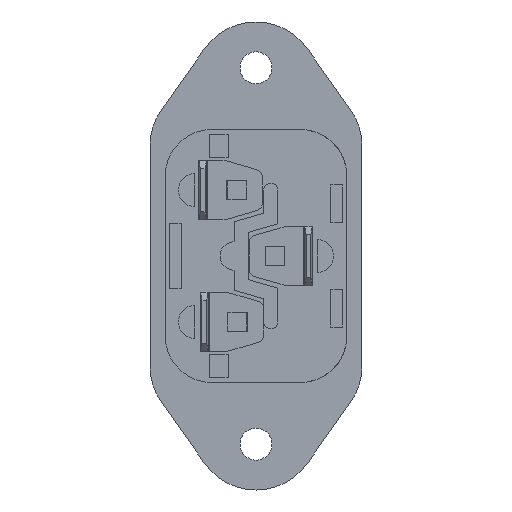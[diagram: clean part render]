
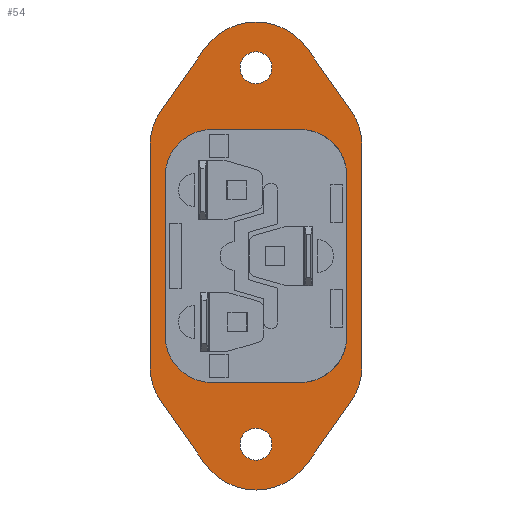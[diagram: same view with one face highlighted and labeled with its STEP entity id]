
A CAD part, front view. The second image highlights one B-rep face of the part: STEP entity #54.
In plain terms, the highlighted planar face has unit normal (0, -1, 0).
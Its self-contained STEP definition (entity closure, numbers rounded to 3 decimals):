
#54=ADVANCED_FACE('',(#409,#410,#411,#412),#413,.F.);
#409=FACE_OUTER_BOUND('',#1111,.T.);
#410=FACE_BOUND('',#1112,.T.);
#411=FACE_BOUND('',#1113,.T.);
#412=FACE_BOUND('',#1114,.T.);
#413=PLANE('',#1115);
#1111=EDGE_LOOP('',(#1899,#1900,#1901,#1902,#1903,#1904,#1905,#1906,#1907,#1908,#1909,#1910,#1911,#1912));
#1112=EDGE_LOOP('',(#1913,#1914,#1915,#1916,#1917,#1918,#1919,#1920));
#1113=EDGE_LOOP('',(#1921,#1922));
#1114=EDGE_LOOP('',(#1923,#1924));
#1115=AXIS2_PLACEMENT_3D('',#1925,#1926,#1927);
#1899=ORIENTED_EDGE('',*,*,#4744,.T.);
#1900=ORIENTED_EDGE('',*,*,#4745,.F.);
#1901=ORIENTED_EDGE('',*,*,#4746,.F.);
#1902=ORIENTED_EDGE('',*,*,#4680,.F.);
#1903=ORIENTED_EDGE('',*,*,#4747,.F.);
#1904=ORIENTED_EDGE('',*,*,#4748,.T.);
#1905=ORIENTED_EDGE('',*,*,#4749,.T.);
#1906=ORIENTED_EDGE('',*,*,#4750,.F.);
#1907=ORIENTED_EDGE('',*,*,#4751,.T.);
#1908=ORIENTED_EDGE('',*,*,#4676,.T.);
#1909=ORIENTED_EDGE('',*,*,#4752,.T.);
#1910=ORIENTED_EDGE('',*,*,#4753,.T.);
#1911=ORIENTED_EDGE('',*,*,#4754,.F.);
#1912=ORIENTED_EDGE('',*,*,#4755,.T.);
#1913=ORIENTED_EDGE('',*,*,#4756,.T.);
#1914=ORIENTED_EDGE('',*,*,#4743,.T.);
#1915=ORIENTED_EDGE('',*,*,#4757,.T.);
#1916=ORIENTED_EDGE('',*,*,#4758,.F.);
#1917=ORIENTED_EDGE('',*,*,#4759,.T.);
#1918=ORIENTED_EDGE('',*,*,#4760,.T.);
#1919=ORIENTED_EDGE('',*,*,#4761,.T.);
#1920=ORIENTED_EDGE('',*,*,#4762,.F.);
#1921=ORIENTED_EDGE('',*,*,#4763,.F.);
#1922=ORIENTED_EDGE('',*,*,#4764,.F.);
#1923=ORIENTED_EDGE('',*,*,#4765,.T.);
#1924=ORIENTED_EDGE('',*,*,#4766,.T.);
#1925=CARTESIAN_POINT('',(0.0,16.15,0.0));
#1926=DIRECTION('',(-0.0,1.0,0.0));
#1927=DIRECTION('',(1.0,0.0,0.0));
#4676=EDGE_CURVE('',#5629,#5627,#5630,.T.);
#4680=EDGE_CURVE('',#5634,#5632,#5636,.T.);
#4743=EDGE_CURVE('',#5755,#5757,#5759,.T.);
#4744=EDGE_CURVE('',#5760,#5761,#5762,.T.);
#4745=EDGE_CURVE('',#5763,#5761,#5764,.T.);
#4746=EDGE_CURVE('',#5632,#5763,#5765,.T.);
#4747=EDGE_CURVE('',#5766,#5634,#5767,.T.);
#4748=EDGE_CURVE('',#5766,#5768,#5769,.T.);
#4749=EDGE_CURVE('',#5768,#5770,#5771,.T.);
#4750=EDGE_CURVE('',#5772,#5770,#5773,.T.);
#4751=EDGE_CURVE('',#5772,#5629,#5774,.T.);
#4752=EDGE_CURVE('',#5627,#5775,#5776,.T.);
#4753=EDGE_CURVE('',#5775,#5777,#5778,.T.);
#4754=EDGE_CURVE('',#5779,#5777,#5780,.T.);
#4755=EDGE_CURVE('',#5779,#5760,#5781,.T.);
#4756=EDGE_CURVE('',#5782,#5755,#5783,.T.);
#4757=EDGE_CURVE('',#5757,#5784,#5785,.T.);
#4758=EDGE_CURVE('',#5786,#5784,#5787,.T.);
#4759=EDGE_CURVE('',#5786,#5788,#5789,.T.);
#4760=EDGE_CURVE('',#5788,#5790,#5791,.T.);
#4761=EDGE_CURVE('',#5790,#5792,#5793,.T.);
#4762=EDGE_CURVE('',#5782,#5792,#5794,.T.);
#4763=EDGE_CURVE('',#5795,#5796,#5797,.T.);
#4764=EDGE_CURVE('',#5796,#5795,#5798,.T.);
#4765=EDGE_CURVE('',#5799,#5800,#5801,.T.);
#4766=EDGE_CURVE('',#5800,#5799,#5802,.T.);
#5627=VERTEX_POINT('',#7169);
#5629=VERTEX_POINT('',#7172);
#5630=CIRCLE('',#7173,6.7);
#5632=VERTEX_POINT('',#7176);
#5634=VERTEX_POINT('',#7179);
#5636=CIRCLE('',#7182,6.7);
#5755=VERTEX_POINT('',#7351);
#5757=VERTEX_POINT('',#7354);
#5759=LINE('',#7357,#7358);
#5760=VERTEX_POINT('',#7359);
#5761=VERTEX_POINT('',#7360);
#5762=CIRCLE('',#7361,6.0);
#5763=VERTEX_POINT('',#7362);
#5764=LINE('',#7363,#7364);
#5765=CIRCLE('',#7365,6.7);
#5766=VERTEX_POINT('',#7366);
#5767=LINE('',#7367,#7368);
#5768=VERTEX_POINT('',#7369);
#5769=CIRCLE('',#7370,6.0);
#5770=VERTEX_POINT('',#7371);
#5771=LINE('',#7372,#7373);
#5772=VERTEX_POINT('',#7374);
#5773=CIRCLE('',#7375,6.0);
#5774=LINE('',#7376,#7377);
#5775=VERTEX_POINT('',#7378);
#5776=CIRCLE('',#7379,6.7);
#5777=VERTEX_POINT('',#7380);
#5778=LINE('',#7381,#7382);
#5779=VERTEX_POINT('',#7383);
#5780=CIRCLE('',#7384,6.0);
#5781=LINE('',#7385,#7386);
#5782=VERTEX_POINT('',#7387);
#5783=CIRCLE('',#7388,5.0);
#5784=VERTEX_POINT('',#7389);
#5785=CIRCLE('',#7390,5.0);
#5786=VERTEX_POINT('',#7391);
#5787=LINE('',#7392,#7393);
#5788=VERTEX_POINT('',#7394);
#5789=CIRCLE('',#7395,5.0);
#5790=VERTEX_POINT('',#7396);
#5791=LINE('',#7397,#7398);
#5792=VERTEX_POINT('',#7399);
#5793=CIRCLE('',#7400,5.0);
#5794=LINE('',#7401,#7402);
#5795=VERTEX_POINT('',#7403);
#5796=VERTEX_POINT('',#7404);
#5797=CIRCLE('',#7405,1.7);
#5798=CIRCLE('',#7406,1.7);
#5799=VERTEX_POINT('',#7407);
#5800=VERTEX_POINT('',#7408);
#5801=CIRCLE('',#7409,1.7);
#5802=CIRCLE('',#7410,1.7);
#7169=CARTESIAN_POINT('',(0.,16.15,-24.875));
#7172=CARTESIAN_POINT('',(-5.488,16.15,-22.018));
#7173=AXIS2_PLACEMENT_3D('',#9538,#9539,#9540);
#7176=CARTESIAN_POINT('',(0.,16.15,24.875));
#7179=CARTESIAN_POINT('',(-5.488,16.15,22.018));
#7182=AXIS2_PLACEMENT_3D('',#9544,#9545,#9546);
#7351=CARTESIAN_POINT('',(-4.665,16.15,13.46));
#7354=CARTESIAN_POINT('',(4.665,16.15,13.46));
#7357=CARTESIAN_POINT('',(-4.665,16.15,13.46));
#7358=VECTOR('',#9629,9.33);
#7359=CARTESIAN_POINT('',(11.25,16.15,11.898));
#7360=CARTESIAN_POINT('',(10.165,16.15,15.339));
#7361=AXIS2_PLACEMENT_3D('',#9630,#9631,#9632);
#7362=CARTESIAN_POINT('',(5.488,16.15,22.018));
#7363=CARTESIAN_POINT('',(5.488,16.15,22.018));
#7364=VECTOR('',#9633,8.153);
#7365=AXIS2_PLACEMENT_3D('',#9634,#9635,#9636);
#7366=CARTESIAN_POINT('',(-10.165,16.15,15.339));
#7367=CARTESIAN_POINT('',(-10.165,16.15,15.339));
#7368=VECTOR('',#9637,8.153);
#7369=CARTESIAN_POINT('',(-11.25,16.15,11.898));
#7370=AXIS2_PLACEMENT_3D('',#9638,#9639,#9640);
#7371=CARTESIAN_POINT('',(-11.25,16.15,-11.898));
#7372=CARTESIAN_POINT('',(-11.25,16.15,11.898));
#7373=VECTOR('',#9641,23.795);
#7374=CARTESIAN_POINT('',(-10.165,16.15,-15.339));
#7375=AXIS2_PLACEMENT_3D('',#9642,#9643,#9644);
#7376=CARTESIAN_POINT('',(-10.165,16.15,-15.339));
#7377=VECTOR('',#9645,8.153);
#7378=CARTESIAN_POINT('',(5.488,16.15,-22.018));
#7379=AXIS2_PLACEMENT_3D('',#9646,#9647,#9648);
#7380=CARTESIAN_POINT('',(10.165,16.15,-15.339));
#7381=CARTESIAN_POINT('',(5.488,16.15,-22.018));
#7382=VECTOR('',#9649,8.153);
#7383=CARTESIAN_POINT('',(11.25,16.15,-11.898));
#7384=AXIS2_PLACEMENT_3D('',#9650,#9651,#9652);
#7385=CARTESIAN_POINT('',(11.25,16.15,-11.898));
#7386=VECTOR('',#9653,23.795);
#7387=CARTESIAN_POINT('',(-9.665,16.15,8.46));
#7388=AXIS2_PLACEMENT_3D('',#9654,#9655,#9656);
#7389=CARTESIAN_POINT('',(9.665,16.15,8.46));
#7390=AXIS2_PLACEMENT_3D('',#9657,#9658,#9659);
#7391=CARTESIAN_POINT('',(9.665,16.15,-8.46));
#7392=CARTESIAN_POINT('',(9.665,16.15,-8.46));
#7393=VECTOR('',#9660,16.92);
#7394=CARTESIAN_POINT('',(4.665,16.15,-13.46));
#7395=AXIS2_PLACEMENT_3D('',#9661,#9662,#9663);
#7396=CARTESIAN_POINT('',(-4.665,16.15,-13.46));
#7397=CARTESIAN_POINT('',(4.665,16.15,-13.46));
#7398=VECTOR('',#9664,9.33);
#7399=CARTESIAN_POINT('',(-9.665,16.15,-8.46));
#7400=AXIS2_PLACEMENT_3D('',#9665,#9666,#9667);
#7401=CARTESIAN_POINT('',(-9.665,16.15,8.46));
#7402=VECTOR('',#9668,16.92);
#7403=CARTESIAN_POINT('',(-1.7,16.15,-20.0));
#7404=CARTESIAN_POINT('',(1.7,16.15,-20.0));
#7405=AXIS2_PLACEMENT_3D('',#9669,#9670,#9671);
#7406=AXIS2_PLACEMENT_3D('',#9672,#9673,#9674);
#7407=CARTESIAN_POINT('',(-1.7,16.15,20.0));
#7408=CARTESIAN_POINT('',(1.7,16.15,20.0));
#7409=AXIS2_PLACEMENT_3D('',#9675,#9676,#9677);
#7410=AXIS2_PLACEMENT_3D('',#9678,#9679,#9680);
#9538=CARTESIAN_POINT('',(0.0,16.15,-18.175));
#9539=DIRECTION('',(0.0,-1.0,-0.0));
#9540=DIRECTION('',(-0.819,0.0,-0.574));
#9544=CARTESIAN_POINT('',(0.0,16.15,18.175));
#9545=DIRECTION('',(0.0,1.0,0.0));
#9546=DIRECTION('',(-0.819,0.0,0.574));
#9629=DIRECTION('',(1.0,0.0,0.0));
#9630=CARTESIAN_POINT('',(5.25,16.15,11.898));
#9631=DIRECTION('',(0.0,-1.0,0.0));
#9632=DIRECTION('',(1.0,0.0,0.0));
#9633=DIRECTION('',(0.574,0.0,-0.819));
#9634=CARTESIAN_POINT('',(0.0,16.15,18.175));
#9635=DIRECTION('',(0.0,1.0,0.0));
#9636=DIRECTION('',(-0.819,0.0,0.574));
#9637=DIRECTION('',(0.574,0.0,0.819));
#9638=CARTESIAN_POINT('',(-5.25,16.15,11.898));
#9639=DIRECTION('',(0.0,-1.0,0.0));
#9640=DIRECTION('',(-0.819,0.0,0.574));
#9641=DIRECTION('',(0.0,0.0,-1.0));
#9642=CARTESIAN_POINT('',(-5.25,16.15,-11.898));
#9643=DIRECTION('',(0.0,1.0,0.0));
#9644=DIRECTION('',(-0.819,0.0,-0.574));
#9645=DIRECTION('',(0.574,0.0,-0.819));
#9646=CARTESIAN_POINT('',(0.0,16.15,-18.175));
#9647=DIRECTION('',(0.0,-1.0,-0.0));
#9648=DIRECTION('',(-0.819,0.0,-0.574));
#9649=DIRECTION('',(0.574,0.0,0.819));
#9650=CARTESIAN_POINT('',(5.25,16.15,-11.898));
#9651=DIRECTION('',(-0.0,1.0,0.0));
#9652=DIRECTION('',(1.0,0.0,0.0));
#9653=DIRECTION('',(0.0,0.0,1.0));
#9654=CARTESIAN_POINT('',(-4.665,16.15,8.46));
#9655=DIRECTION('',(0.0,1.0,0.0));
#9656=DIRECTION('',(-1.0,0.0,0.0));
#9657=CARTESIAN_POINT('',(4.665,16.15,8.46));
#9658=DIRECTION('',(0.0,1.0,0.0));
#9659=DIRECTION('',(0.0,0.0,1.0));
#9660=DIRECTION('',(0.0,0.0,1.0));
#9661=CARTESIAN_POINT('',(4.665,16.15,-8.46));
#9662=DIRECTION('',(-0.0,1.0,0.0));
#9663=DIRECTION('',(1.0,0.0,0.0));
#9664=DIRECTION('',(-1.0,0.0,0.0));
#9665=CARTESIAN_POINT('',(-4.665,16.15,-8.46));
#9666=DIRECTION('',(0.0,1.0,0.0));
#9667=DIRECTION('',(0.0,0.0,-1.0));
#9668=DIRECTION('',(0.0,0.0,-1.0));
#9669=CARTESIAN_POINT('',(0.0,16.15,-20.0));
#9670=DIRECTION('',(0.0,-1.0,0.0));
#9671=DIRECTION('',(-1.0,0.0,0.0));
#9672=CARTESIAN_POINT('',(0.0,16.15,-20.0));
#9673=DIRECTION('',(0.0,-1.0,0.0));
#9674=DIRECTION('',(1.0,0.0,0.0));
#9675=CARTESIAN_POINT('',(0.0,16.15,20.0));
#9676=DIRECTION('',(0.0,1.0,0.0));
#9677=DIRECTION('',(-1.0,0.0,0.0));
#9678=CARTESIAN_POINT('',(0.0,16.15,20.0));
#9679=DIRECTION('',(-0.0,1.0,0.0));
#9680=DIRECTION('',(1.0,0.0,0.0));
